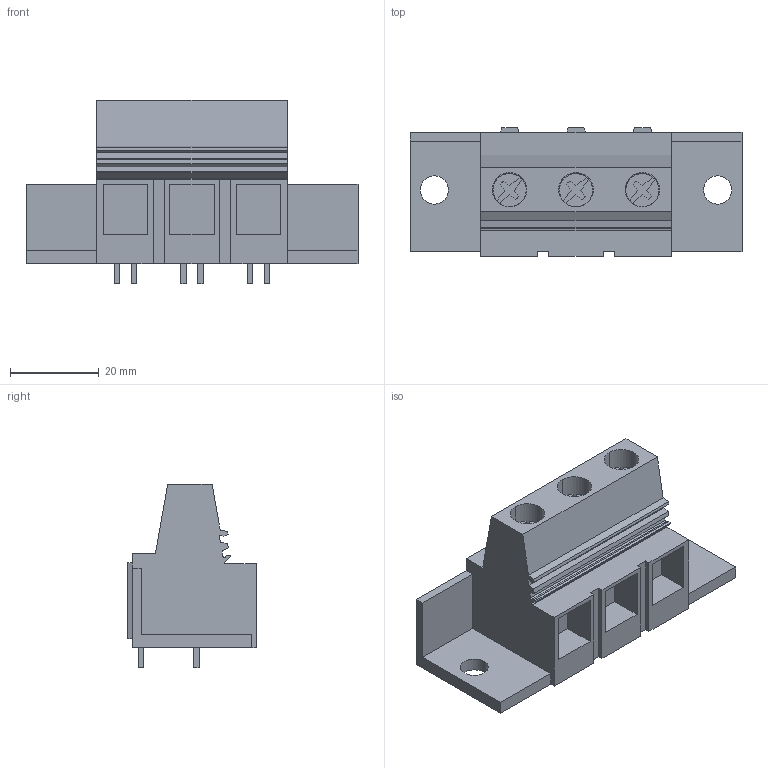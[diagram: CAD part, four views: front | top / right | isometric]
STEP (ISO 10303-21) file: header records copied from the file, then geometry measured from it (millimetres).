
FILE_DESCRIPTION(('CATIA V5 STEP Exchange','CAx-IF Rec.Pracs.--- Model Styling and Organization---1.2---2011-12-15'),'2;1');
FILE_NAME ('D1449866_0_1226530000_1226530000.stp','2018-04-13T09:09:02+00:00',('none'),('Weidmueller'),'CATIA Version 5-6 Release 2014','CATIA V5 STEP AP214','none');
FILE_SCHEMA(('AUTOMOTIVE_DESIGN { 1 0 10303 214 1 1 1 1 }'));
Length unit declared in the file: millimetre
Products named in the file (1): 1226530000
Bounding box: 75 x 29.06 x 41.45 mm (x, y, z)
Volume: 31335.5 mm3; surface area: 14049.3 mm2
Topology: 10 solids, 10 shells, 300 faces, 804 edges, 536 vertices
Faces by surface type: plane 250, cylinder 44, extrusion 6
Entity records: 9266 total; most frequent: CARTESIAN_POINT 2009, ORIENTED_EDGE 1608, DIRECTION 1249, EDGE_CURVE 804, VECTOR 698, LINE 692, VERTEX_POINT 536, AXIS2_PLACEMENT_3D 322
